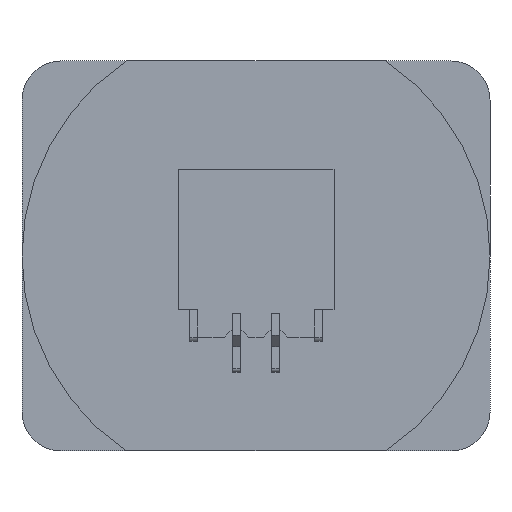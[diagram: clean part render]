
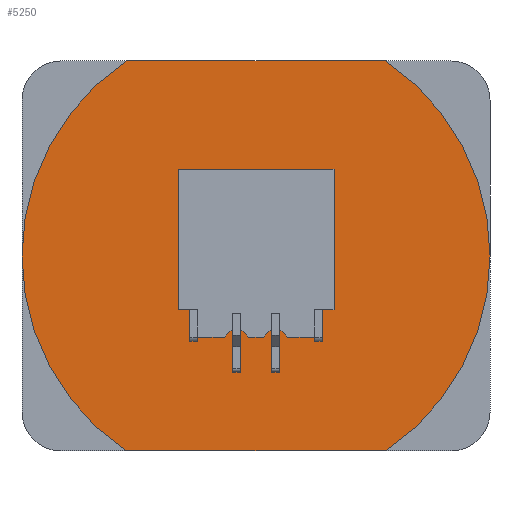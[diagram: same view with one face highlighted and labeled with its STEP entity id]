
A CAD part, front view. The second image highlights one B-rep face of the part: STEP entity #5250.
In plain terms, the highlighted planar face has unit normal (0, -1, 0).
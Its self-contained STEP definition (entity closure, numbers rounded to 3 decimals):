
#1754=DIRECTION('',(1.,0.,0.));
#1755=VECTOR('',#1754,0.2);
#1756=CARTESIAN_POINT('',(-1.7,-17.33,2.));
#1757=LINE('',#1756,#1755);
#1762=CARTESIAN_POINT('',(0.,-17.33,0.));
#1763=DIRECTION('',(0.,1.,0.));
#1764=DIRECTION('',(0.553,0.,0.833));
#1765=AXIS2_PLACEMENT_3D('',#1762,#1763,#1764);
#1767=DIRECTION('',(-1.,0.,0.));
#1768=VECTOR('',#1767,6.633);
#1769=CARTESIAN_POINT('',(3.317,-17.33,-5.));
#1770=LINE('',#1769,#1768);
#1771=CARTESIAN_POINT('',(0.,-17.33,0.));
#1772=DIRECTION('',(0.,1.,0.));
#1773=DIRECTION('',(-0.553,0.,-0.833));
#1774=AXIS2_PLACEMENT_3D('',#1771,#1772,#1773);
#1776=DIRECTION('',(1.,0.,0.));
#1777=VECTOR('',#1776,6.633);
#1778=CARTESIAN_POINT('',(-3.317,-17.33,5.));
#1779=LINE('',#1778,#1777);
#1990=DIRECTION('',(0.,0.,-1.));
#1991=VECTOR('',#1990,1.072);
#1992=CARTESIAN_POINT('',(-1.7,-17.33,2.));
#1993=LINE('',#1992,#1991);
#2162=DIRECTION('',(0.,0.,-1.));
#2163=VECTOR('',#2162,1.072);
#2164=CARTESIAN_POINT('',(-1.5,-17.33,2.));
#2165=LINE('',#2164,#2163);
#2180=DIRECTION('',(1.,0.,0.));
#2181=VECTOR('',#2180,0.2);
#2182=CARTESIAN_POINT('',(-1.7,-17.33,0.928));
#2183=LINE('',#2182,#2181);
#2196=DIRECTION('',(0.,0.,-1.));
#2197=VECTOR('',#2196,1.072);
#2198=CARTESIAN_POINT('',(1.5,-17.33,2.));
#2199=LINE('',#2198,#2197);
#2218=DIRECTION('',(-1.,0.,0.));
#2219=VECTOR('',#2218,0.2);
#2220=CARTESIAN_POINT('',(1.7,-17.33,2.));
#2221=LINE('',#2220,#2219);
#2226=DIRECTION('',(0.,0.,-1.));
#2227=VECTOR('',#2226,1.072);
#2228=CARTESIAN_POINT('',(1.7,-17.33,2.));
#2229=LINE('',#2228,#2227);
#2277=DIRECTION('',(-1.,0.,0.));
#2278=VECTOR('',#2277,0.2);
#2279=CARTESIAN_POINT('',(1.7,-17.33,0.928));
#2280=LINE('',#2279,#2278);
#2438=DIRECTION('',(0.,0.,1.));
#2439=VECTOR('',#2438,0.85);
#2440=CARTESIAN_POINT('',(0.4,-17.33,-2.88));
#2441=LINE('',#2440,#2439);
#2472=DIRECTION('',(1.,0.,0.));
#2473=VECTOR('',#2472,0.2);
#2474=CARTESIAN_POINT('',(0.4,-17.33,-2.03));
#2475=LINE('',#2474,#2473);
#2476=DIRECTION('',(0.,0.,1.));
#2477=VECTOR('',#2476,0.85);
#2478=CARTESIAN_POINT('',(0.6,-17.33,-2.88));
#2479=LINE('',#2478,#2477);
#2506=DIRECTION('',(-1.,0.,0.));
#2507=VECTOR('',#2506,0.2);
#2508=CARTESIAN_POINT('',(0.6,-17.33,-2.88));
#2509=LINE('',#2508,#2507);
#2634=DIRECTION('',(0.,0.,1.));
#2635=VECTOR('',#2634,0.85);
#2636=CARTESIAN_POINT('',(-0.6,-17.33,-2.88));
#2637=LINE('',#2636,#2635);
#2668=DIRECTION('',(1.,0.,0.));
#2669=VECTOR('',#2668,0.2);
#2670=CARTESIAN_POINT('',(-0.6,-17.33,-2.03));
#2671=LINE('',#2670,#2669);
#2672=DIRECTION('',(0.,0.,1.));
#2673=VECTOR('',#2672,0.85);
#2674=CARTESIAN_POINT('',(-0.4,-17.33,-2.88));
#2675=LINE('',#2674,#2673);
#2702=DIRECTION('',(-1.,0.,0.));
#2703=VECTOR('',#2702,0.2);
#2704=CARTESIAN_POINT('',(-0.4,-17.33,-2.88));
#2705=LINE('',#2704,#2703);
#3674=CARTESIAN_POINT('',(3.317,-17.33,5.));
#3675=CARTESIAN_POINT('',(3.317,-17.33,-5.));
#3676=VERTEX_POINT('',#3674);
#3677=VERTEX_POINT('',#3675);
#3678=CARTESIAN_POINT('',(-3.317,-17.33,-5.));
#3679=VERTEX_POINT('',#3678);
#3680=CARTESIAN_POINT('',(-3.317,-17.33,5.));
#3681=VERTEX_POINT('',#3680);
#3690=CARTESIAN_POINT('',(-1.7,-17.33,2.));
#3691=CARTESIAN_POINT('',(-1.7,-17.33,0.928));
#3692=VERTEX_POINT('',#3690);
#3693=VERTEX_POINT('',#3691);
#3694=CARTESIAN_POINT('',(-1.5,-17.33,2.));
#3695=CARTESIAN_POINT('',(-1.5,-17.33,0.928));
#3696=VERTEX_POINT('',#3694);
#3697=VERTEX_POINT('',#3695);
#3698=CARTESIAN_POINT('',(1.7,-17.33,2.));
#3699=CARTESIAN_POINT('',(1.7,-17.33,0.928));
#3700=VERTEX_POINT('',#3698);
#3701=VERTEX_POINT('',#3699);
#3702=CARTESIAN_POINT('',(1.5,-17.33,0.928));
#3703=VERTEX_POINT('',#3702);
#3704=CARTESIAN_POINT('',(1.5,-17.33,2.));
#3705=VERTEX_POINT('',#3704);
#3706=CARTESIAN_POINT('',(0.6,-17.33,-2.88));
#3707=CARTESIAN_POINT('',(0.6,-17.33,-2.03));
#3708=VERTEX_POINT('',#3706);
#3709=VERTEX_POINT('',#3707);
#3710=CARTESIAN_POINT('',(0.4,-17.33,-2.88));
#3711=CARTESIAN_POINT('',(0.4,-17.33,-2.03));
#3712=VERTEX_POINT('',#3710);
#3713=VERTEX_POINT('',#3711);
#3714=CARTESIAN_POINT('',(-0.4,-17.33,-2.88));
#3715=CARTESIAN_POINT('',(-0.4,-17.33,-2.03));
#3716=VERTEX_POINT('',#3714);
#3717=VERTEX_POINT('',#3715);
#3718=CARTESIAN_POINT('',(-0.6,-17.33,-2.88));
#3719=CARTESIAN_POINT('',(-0.6,-17.33,-2.03));
#3720=VERTEX_POINT('',#3718);
#3721=VERTEX_POINT('',#3719);
#5196=CARTESIAN_POINT('',(0.,-17.33,-0.741));
#5197=DIRECTION('',(0.,1.,0.));
#5198=DIRECTION('',(0.,0.,1.));
#5199=AXIS2_PLACEMENT_3D('',#5196,#5197,#5198);
#5200=PLANE('',#5199);
#5202=ORIENTED_EDGE('',*,*,#5201,.T.);
#5204=ORIENTED_EDGE('',*,*,#5203,.T.);
#5206=ORIENTED_EDGE('',*,*,#5205,.T.);
#5208=ORIENTED_EDGE('',*,*,#5207,.T.);
#5209=EDGE_LOOP('',(#5202,#5204,#5206,#5208));
#5210=FACE_OUTER_BOUND('',#5209,.F.);
#5212=ORIENTED_EDGE('',*,*,#5211,.T.);
#5214=ORIENTED_EDGE('',*,*,#5213,.T.);
#5216=ORIENTED_EDGE('',*,*,#5215,.F.);
#5217=ORIENTED_EDGE('',*,*,#5177,.F.);
#5218=EDGE_LOOP('',(#5212,#5214,#5216,#5217));
#5219=FACE_BOUND('',#5218,.F.);
#5221=ORIENTED_EDGE('',*,*,#5220,.F.);
#5223=ORIENTED_EDGE('',*,*,#5222,.T.);
#5225=ORIENTED_EDGE('',*,*,#5224,.T.);
#5227=ORIENTED_EDGE('',*,*,#5226,.F.);
#5228=EDGE_LOOP('',(#5221,#5223,#5225,#5227));
#5229=FACE_BOUND('',#5228,.F.);
#5231=ORIENTED_EDGE('',*,*,#5230,.T.);
#5233=ORIENTED_EDGE('',*,*,#5232,.F.);
#5235=ORIENTED_EDGE('',*,*,#5234,.F.);
#5237=ORIENTED_EDGE('',*,*,#5236,.F.);
#5238=EDGE_LOOP('',(#5231,#5233,#5235,#5237));
#5239=FACE_BOUND('',#5238,.F.);
#5241=ORIENTED_EDGE('',*,*,#5240,.T.);
#5243=ORIENTED_EDGE('',*,*,#5242,.F.);
#5245=ORIENTED_EDGE('',*,*,#5244,.F.);
#5247=ORIENTED_EDGE('',*,*,#5246,.F.);
#5248=EDGE_LOOP('',(#5241,#5243,#5245,#5247));
#5249=FACE_BOUND('',#5248,.F.);
#5250=ADVANCED_FACE('',(#5210,#5219,#5229,#5239,#5249),#5200,.F.);
#1766=CIRCLE('',#1765,6.);
#1775=CIRCLE('',#1774,6.);
#5177=EDGE_CURVE('',#3692,#3696,#1757,.T.);
#5201=EDGE_CURVE('',#3676,#3677,#1766,.T.);
#5203=EDGE_CURVE('',#3677,#3679,#1770,.T.);
#5205=EDGE_CURVE('',#3679,#3681,#1775,.T.);
#5207=EDGE_CURVE('',#3681,#3676,#1779,.T.);
#5211=EDGE_CURVE('',#3692,#3693,#1993,.T.);
#5213=EDGE_CURVE('',#3693,#3697,#2183,.T.);
#5215=EDGE_CURVE('',#3696,#3697,#2165,.T.);
#5220=EDGE_CURVE('',#3700,#3701,#2229,.T.);
#5222=EDGE_CURVE('',#3700,#3705,#2221,.T.);
#5224=EDGE_CURVE('',#3705,#3703,#2199,.T.);
#5226=EDGE_CURVE('',#3701,#3703,#2280,.T.);
#5230=EDGE_CURVE('',#3708,#3709,#2479,.T.);
#5232=EDGE_CURVE('',#3713,#3709,#2475,.T.);
#5234=EDGE_CURVE('',#3712,#3713,#2441,.T.);
#5236=EDGE_CURVE('',#3708,#3712,#2509,.T.);
#5240=EDGE_CURVE('',#3716,#3717,#2675,.T.);
#5242=EDGE_CURVE('',#3721,#3717,#2671,.T.);
#5244=EDGE_CURVE('',#3720,#3721,#2637,.T.);
#5246=EDGE_CURVE('',#3716,#3720,#2705,.T.);
